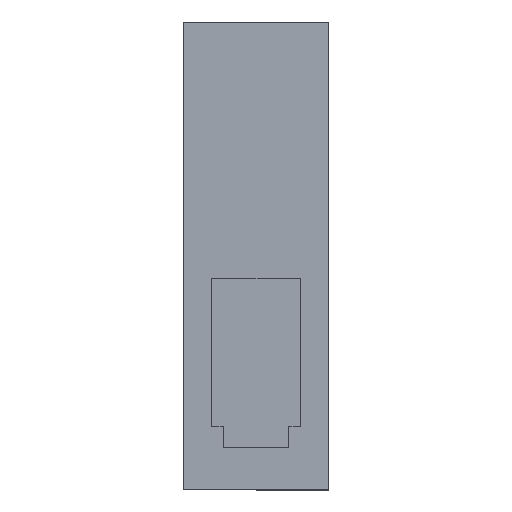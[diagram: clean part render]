
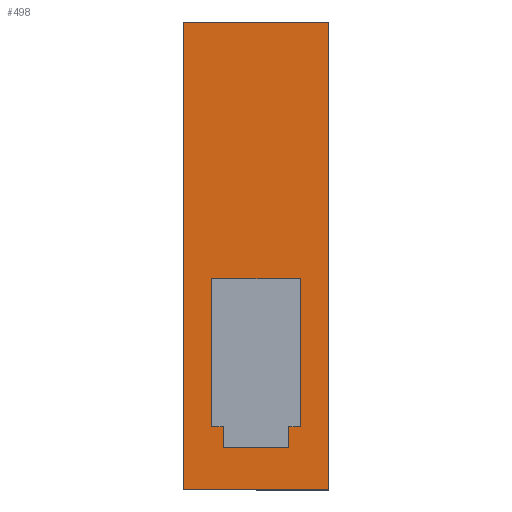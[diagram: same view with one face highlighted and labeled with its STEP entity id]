
A CAD part, top view. The second image highlights one B-rep face of the part: STEP entity #498.
In plain terms, the highlighted planar face has unit normal (0, 0, 1).
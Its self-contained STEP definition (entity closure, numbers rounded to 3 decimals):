
#10 = DIRECTION ( 'NONE',  ( 1., 0., 0. ) ) ;
#21 = DIRECTION ( 'NONE',  ( 0., -1., 0. ) ) ;
#31 = EDGE_CURVE ( 'NONE', #63, #465, #237, .T. ) ;
#37 = EDGE_CURVE ( 'NONE', #355, #437, #105, .T. ) ;
#38 = DIRECTION ( 'NONE',  ( 0., -1., 0. ) ) ;
#42 = CARTESIAN_POINT ( 'NONE',  ( 124., -70., 50. ) ) ;
#47 = CARTESIAN_POINT ( 'NONE',  ( 124., -70., 50. ) ) ;
#51 = DIRECTION ( 'NONE',  ( 1., 0., 0. ) ) ;
#53 = EDGE_LOOP ( 'NONE', ( #458, #364, #338, #135 ) ) ;
#60 = ORIENTED_EDGE ( 'NONE', *, *, #31, .F. ) ;
#61 = LINE ( 'NONE', #42, #298 ) ;
#63 = VERTEX_POINT ( 'NONE', #428 ) ;
#66 = PLANE ( 'NONE',  #153 ) ;
#68 = EDGE_LOOP ( 'NONE', ( #396, #474, #483, #215, #60, #93, #289, #149 ) ) ;
#69 = CARTESIAN_POINT ( 'NONE',  ( 0., 0., 50. ) ) ;
#74 = VERTEX_POINT ( 'NONE', #240 ) ;
#88 = EDGE_CURVE ( 'NONE', #106, #321, #174, .T. ) ;
#92 = LINE ( 'NONE', #94, #378 ) ;
#93 = ORIENTED_EDGE ( 'NONE', *, *, #206, .F. ) ;
#94 = CARTESIAN_POINT ( 'NONE',  ( 75., -700., 50. ) ) ;
#105 = LINE ( 'NONE', #269, #197 ) ;
#106 = VERTEX_POINT ( 'NONE', #158 ) ;
#120 = VECTOR ( 'NONE', #190, 1000. ) ;
#124 = CARTESIAN_POINT ( 'NONE',  ( -205., -790., 50. ) ) ;
#129 = CARTESIAN_POINT ( 'NONE',  ( 124., -700., 50. ) ) ;
#135 = ORIENTED_EDGE ( 'NONE', *, *, #347, .T. ) ;
#136 = VERTEX_POINT ( 'NONE', #47 ) ;
#141 = LINE ( 'NONE', #318, #385 ) ;
#149 = ORIENTED_EDGE ( 'NONE', *, *, #173, .F. ) ;
#151 = CARTESIAN_POINT ( 'NONE',  ( 75., -790., 50. ) ) ;
#153 = AXIS2_PLACEMENT_3D ( 'NONE', #69, #299, #497 ) ;
#156 = DIRECTION ( 'NONE',  ( 1., 0., 0. ) ) ;
#158 = CARTESIAN_POINT ( 'NONE',  ( 244.5, -970., 50. ) ) ;
#165 = CARTESIAN_POINT ( 'NONE',  ( 124., -700., 50. ) ) ;
#168 = EDGE_CURVE ( 'NONE', #136, #355, #61, .T. ) ;
#171 = DIRECTION ( 'NONE',  ( 1., 0., 0. ) ) ;
#173 = EDGE_CURVE ( 'NONE', #437, #74, #357, .T. ) ;
#174 = LINE ( 'NONE', #424, #265 ) ;
#178 = CARTESIAN_POINT ( 'NONE',  ( -254., -700., 50. ) ) ;
#179 = LINE ( 'NONE', #129, #481 ) ;
#190 = DIRECTION ( 'NONE',  ( 0., 1., 0. ) ) ;
#197 = VECTOR ( 'NONE', #38, 1000. ) ;
#206 = EDGE_CURVE ( 'NONE', #327, #63, #502, .T. ) ;
#215 = ORIENTED_EDGE ( 'NONE', *, *, #291, .F. ) ;
#217 = DIRECTION ( 'NONE',  ( -1., 0., 0. ) ) ;
#228 = FACE_OUTER_BOUND ( 'NONE', #53, .T. ) ;
#236 = LINE ( 'NONE', #450, #488 ) ;
#237 = LINE ( 'NONE', #151, #120 ) ;
#240 = CARTESIAN_POINT ( 'NONE',  ( -205., -700., 50. ) ) ;
#249 = CARTESIAN_POINT ( 'NONE',  ( -374.5, -970., 50. ) ) ;
#257 = DIRECTION ( 'NONE',  ( 0., 1., 0. ) ) ;
#265 = VECTOR ( 'NONE', #277, 1000. ) ;
#267 = VERTEX_POINT ( 'NONE', #165 ) ;
#269 = CARTESIAN_POINT ( 'NONE',  ( -254., -70., 50. ) ) ;
#271 = LINE ( 'NONE', #415, #305 ) ;
#277 = DIRECTION ( 'NONE',  ( 0., 1., 0. ) ) ;
#279 = CARTESIAN_POINT ( 'NONE',  ( -254., -700., 50. ) ) ;
#285 = EDGE_CURVE ( 'NONE', #74, #327, #141, .T. ) ;
#289 = ORIENTED_EDGE ( 'NONE', *, *, #285, .F. ) ;
#290 = VERTEX_POINT ( 'NONE', #249 ) ;
#291 = EDGE_CURVE ( 'NONE', #465, #267, #92, .T. ) ;
#293 = FACE_BOUND ( 'NONE', #68, .T. ) ;
#298 = VECTOR ( 'NONE', #349, 1000. ) ;
#299 = DIRECTION ( 'NONE',  ( 0., 0., -1. ) ) ;
#305 = VECTOR ( 'NONE', #21, 1000. ) ;
#306 = VECTOR ( 'NONE', #51, 1000. ) ;
#318 = CARTESIAN_POINT ( 'NONE',  ( -205., -700., 50. ) ) ;
#321 = VERTEX_POINT ( 'NONE', #440 ) ;
#322 = EDGE_CURVE ( 'NONE', #267, #136, #179, .T. ) ;
#326 = DIRECTION ( 'NONE',  ( 0., -1., 0. ) ) ;
#327 = VERTEX_POINT ( 'NONE', #389 ) ;
#338 = ORIENTED_EDGE ( 'NONE', *, *, #459, .T. ) ;
#341 = LINE ( 'NONE', #482, #427 ) ;
#347 = EDGE_CURVE ( 'NONE', #290, #106, #341, .T. ) ;
#349 = DIRECTION ( 'NONE',  ( -1., 0., 0. ) ) ;
#352 = CARTESIAN_POINT ( 'NONE',  ( -254., -70., 50. ) ) ;
#355 = VERTEX_POINT ( 'NONE', #352 ) ;
#357 = LINE ( 'NONE', #279, #306 ) ;
#364 = ORIENTED_EDGE ( 'NONE', *, *, #448, .T. ) ;
#378 = VECTOR ( 'NONE', #10, 1000. ) ;
#385 = VECTOR ( 'NONE', #326, 1000. ) ;
#389 = CARTESIAN_POINT ( 'NONE',  ( -205., -790., 50. ) ) ;
#395 = VECTOR ( 'NONE', #156, 1000. ) ;
#396 = ORIENTED_EDGE ( 'NONE', *, *, #37, .F. ) ;
#409 = CARTESIAN_POINT ( 'NONE',  ( -374.5, 1025., 50. ) ) ;
#415 = CARTESIAN_POINT ( 'NONE',  ( -374.5, 0., 50. ) ) ;
#424 = CARTESIAN_POINT ( 'NONE',  ( 244.5, 0., 50. ) ) ;
#428 = CARTESIAN_POINT ( 'NONE',  ( 75., -790., 50. ) ) ;
#427 = VECTOR ( 'NONE', #171, 1000. ) ;
#429 = VERTEX_POINT ( 'NONE', #409 ) ;
#437 = VERTEX_POINT ( 'NONE', #178 ) ;
#440 = CARTESIAN_POINT ( 'NONE',  ( 244.5, 1025., 50. ) ) ;
#448 = EDGE_CURVE ( 'NONE', #321, #429, #236, .T. ) ;
#450 = CARTESIAN_POINT ( 'NONE',  ( 0., 1025., 50. ) ) ;
#458 = ORIENTED_EDGE ( 'NONE', *, *, #88, .T. ) ;
#459 = EDGE_CURVE ( 'NONE', #429, #290, #271, .T. ) ;
#465 = VERTEX_POINT ( 'NONE', #494 ) ;
#474 = ORIENTED_EDGE ( 'NONE', *, *, #168, .F. ) ;
#481 = VECTOR ( 'NONE', #257, 1000. ) ;
#482 = CARTESIAN_POINT ( 'NONE',  ( 0., -970., 50. ) ) ;
#483 = ORIENTED_EDGE ( 'NONE', *, *, #322, .F. ) ;
#488 = VECTOR ( 'NONE', #217, 1000. ) ;
#494 = CARTESIAN_POINT ( 'NONE',  ( 75., -700., 50. ) ) ;
#497 = DIRECTION ( 'NONE',  ( -1., 0., 0. ) ) ;
#498 = ADVANCED_FACE ( 'NONE', ( #228, #293 ), #66, .F. ) ;
#502 = LINE ( 'NONE', #124, #395 ) ;
